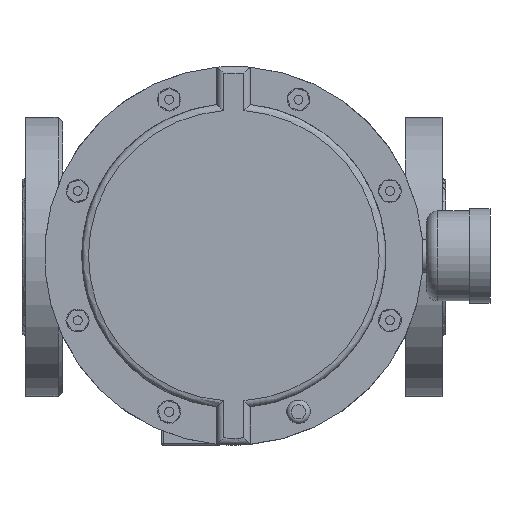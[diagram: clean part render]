
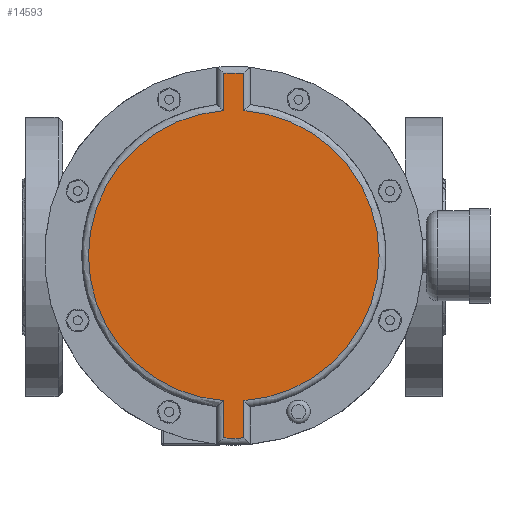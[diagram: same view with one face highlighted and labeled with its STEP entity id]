
A CAD part, top view. The second image highlights one B-rep face of the part: STEP entity #14593.
In plain terms, the highlighted planar face has unit normal (0, 0, 1).
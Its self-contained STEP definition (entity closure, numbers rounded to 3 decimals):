
#1116=LINE('',#22624,#2396);
#1118=LINE('',#22696,#2398);
#1121=LINE('',#22702,#2401);
#1123=LINE('',#22738,#2403);
#2396=VECTOR('',#17508,16.532);
#2398=VECTOR('',#17524,16.532);
#2401=VECTOR('',#17529,16.532);
#2403=VECTOR('',#17539,16.532);
#3543=FACE_OUTER_BOUND('',#4493,.T.);
#4493=EDGE_LOOP('',(#10356,#10357,#10358,#10359,#10360,#10361,#10362,#10363));
#5514=CIRCLE('',#15578,64.5);
#5515=CIRCLE('',#15581,81.);
#5518=CIRCLE('',#15585,64.5);
#5520=CIRCLE('',#15590,81.);
#6321=VERTEX_POINT('',#22591);
#6322=VERTEX_POINT('',#22606);
#6323=VERTEX_POINT('',#22623);
#6325=VERTEX_POINT('',#22642);
#6329=VERTEX_POINT('',#22664);
#6330=VERTEX_POINT('',#22679);
#6332=VERTEX_POINT('',#22701);
#6334=VERTEX_POINT('',#22720);
#7845=EDGE_CURVE('',#6321,#6322,#5514,.T.);
#7847=EDGE_CURVE('',#6322,#6323,#1116,.T.);
#7850=EDGE_CURVE('',#6323,#6325,#5515,.T.);
#7855=EDGE_CURVE('',#6329,#6330,#5518,.T.);
#7857=EDGE_CURVE('',#6325,#6329,#1118,.T.);
#7860=EDGE_CURVE('',#6330,#6332,#1121,.T.);
#7863=EDGE_CURVE('',#6332,#6334,#5520,.T.);
#7866=EDGE_CURVE('',#6334,#6321,#1123,.T.);
#10356=ORIENTED_EDGE('',*,*,#7855,.F.);
#10357=ORIENTED_EDGE('',*,*,#7857,.F.);
#10358=ORIENTED_EDGE('',*,*,#7850,.F.);
#10359=ORIENTED_EDGE('',*,*,#7847,.F.);
#10360=ORIENTED_EDGE('',*,*,#7845,.F.);
#10361=ORIENTED_EDGE('',*,*,#7866,.F.);
#10362=ORIENTED_EDGE('',*,*,#7863,.F.);
#10363=ORIENTED_EDGE('',*,*,#7860,.F.);
#13937=PLANE('',#15600);
#14593=ADVANCED_FACE('',(#3543),#13937,.T.);
#15578=AXIS2_PLACEMENT_3D('',#22607,#17504,#17505);
#15581=AXIS2_PLACEMENT_3D('',#22643,#17512,#17513);
#15585=AXIS2_PLACEMENT_3D('',#22680,#17520,#17521);
#15590=AXIS2_PLACEMENT_3D('',#22721,#17534,#17535);
#15600=AXIS2_PLACEMENT_3D('',#22764,#17565,#17566);
#17504=DIRECTION('center_axis',(0.,0.,-1.));
#17505=DIRECTION('ref_axis',(-1.,0.,0.));
#17508=DIRECTION('',(0.,1.,0.));
#17512=DIRECTION('center_axis',(0.,0.,-1.));
#17513=DIRECTION('ref_axis',(0.,1.,0.));
#17520=DIRECTION('center_axis',(0.,0.,-1.));
#17521=DIRECTION('ref_axis',(1.,0.,0.));
#17524=DIRECTION('',(0.,-1.,0.));
#17529=DIRECTION('',(0.,-1.,0.));
#17534=DIRECTION('center_axis',(0.,0.,-1.));
#17535=DIRECTION('ref_axis',(0.,-1.,0.));
#17539=DIRECTION('',(0.,1.,0.));
#17565=DIRECTION('center_axis',(0.,0.,1.));
#17566=DIRECTION('ref_axis',(1.,0.,0.));
#22591=CARTESIAN_POINT('',(-4.5,-64.343,362.));
#22606=CARTESIAN_POINT('',(-4.5,64.343,362.));
#22607=CARTESIAN_POINT('Origin',(0.,0.,362.));
#22623=CARTESIAN_POINT('',(-4.5,80.875,362.));
#22624=CARTESIAN_POINT('',(-4.5,0.,362.));
#22642=CARTESIAN_POINT('',(4.5,80.875,362.));
#22643=CARTESIAN_POINT('Origin',(0.,0.,362.));
#22664=CARTESIAN_POINT('',(4.5,64.343,362.));
#22679=CARTESIAN_POINT('',(4.5,-64.343,362.));
#22680=CARTESIAN_POINT('Origin',(0.,0.,362.));
#22696=CARTESIAN_POINT('',(4.5,0.,362.));
#22701=CARTESIAN_POINT('',(4.5,-80.875,362.));
#22702=CARTESIAN_POINT('',(4.5,0.,362.));
#22720=CARTESIAN_POINT('',(-4.5,-80.875,362.));
#22721=CARTESIAN_POINT('Origin',(0.,0.,362.));
#22738=CARTESIAN_POINT('',(-4.5,0.,362.));
#22764=CARTESIAN_POINT('Origin',(0.,0.,
362.));
